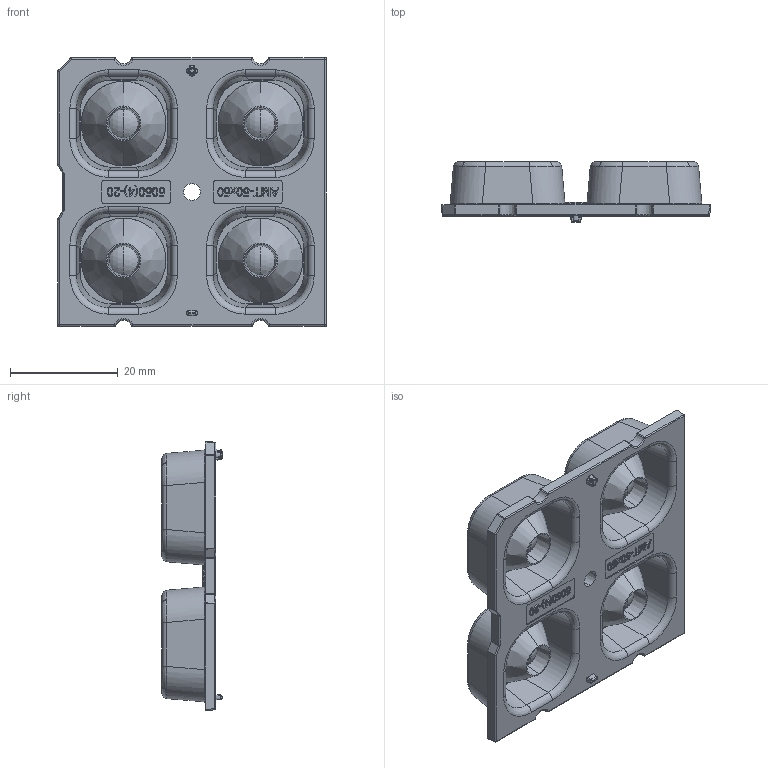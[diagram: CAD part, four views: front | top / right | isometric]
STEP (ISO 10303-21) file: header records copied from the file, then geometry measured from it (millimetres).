
FILE_DESCRIPTION (( 'STEP AP214' ), '1' );
FILE_NAME ('ﾀﾌﾒ-ﾍﾂ-50x50-5050(4)-20.STEP', '2024-07-29T08:44:37', ( '' ), ( '' ), 'SwSTEP 2.0', 'SolidWorks 2019', '' );
FILE_SCHEMA (( 'AUTOMOTIVE_DESIGN' ));
Length unit declared in the file: millimetre
Products named in the file (1): ﾀﾌﾒ-ﾍﾂ-50x50-5050(4)-20
Bounding box: 49.9 x 11.15 x 49.9 mm (x, y, z)
Volume: 11927 mm3; surface area: 9670.5 mm2
Topology: 1 solids, 1 shells, 687 faces, 1684 edges, 1034 vertices
Faces by surface type: bspline 261, plane 211, cylinder 140, torus 27, cone 25, sphere 23
Entity records: 28392 total; most frequent: CARTESIAN_POINT 14519, ORIENTED_EDGE 3344, DIRECTION 2216, EDGE_CURVE 1672, VERTEX_POINT 1034, AXIS2_PLACEMENT_3D 794, EDGE_LOOP 736, FACE_OUTER_BOUND 687
